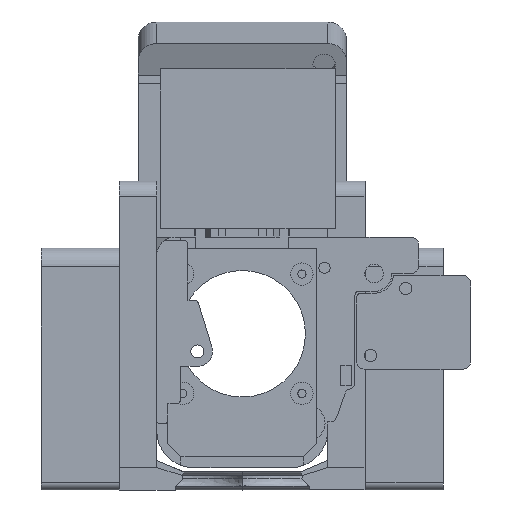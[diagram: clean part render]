
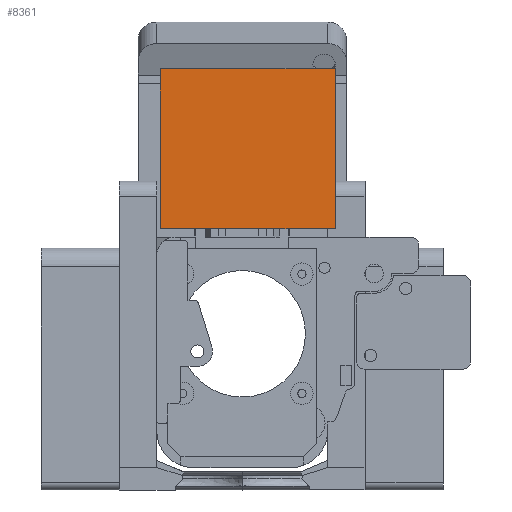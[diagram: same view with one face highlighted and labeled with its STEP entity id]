
A CAD part, left-side view. The second image highlights one B-rep face of the part: STEP entity #8361.
In plain terms, the highlighted planar face has unit normal (-1, 0, 0).
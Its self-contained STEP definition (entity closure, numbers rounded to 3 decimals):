
#439=LINE('',#12422,#1403);
#444=LINE('',#12433,#1408);
#445=LINE('',#12434,#1409);
#446=LINE('',#12435,#1410);
#1403=VECTOR('',#10018,10.);
#1408=VECTOR('',#10027,10.);
#1409=VECTOR('',#10028,10.);
#1410=VECTOR('',#10029,10.);
#2292=FACE_OUTER_BOUND('',#2769,.T.);
#2769=EDGE_LOOP('',(#6033,#6034,#6035,#6036));
#3574=VERTEX_POINT('',#12419);
#3575=VERTEX_POINT('',#12421);
#3578=VERTEX_POINT('',#12431);
#3579=VERTEX_POINT('',#12432);
#4487=EDGE_CURVE('',#3575,#3574,#439,.T.);
#4492=EDGE_CURVE('',#3578,#3579,#444,.T.);
#4493=EDGE_CURVE('',#3579,#3575,#445,.T.);
#4494=EDGE_CURVE('',#3574,#3578,#446,.T.);
#6033=ORIENTED_EDGE('',*,*,#4492,.T.);
#6034=ORIENTED_EDGE('',*,*,#4493,.T.);
#6035=ORIENTED_EDGE('',*,*,#4487,.T.);
#6036=ORIENTED_EDGE('',*,*,#4494,.T.);
#8012=PLANE('',#8901);
#8361=ADVANCED_FACE('',(#2292),#8012,.T.);
#8901=AXIS2_PLACEMENT_3D('',#12430,#10025,#10026);
#10018=DIRECTION('',(0.,-1.,0.));
#10025=DIRECTION('center_axis',(-1.,0.,0.));
#10026=DIRECTION('ref_axis',(0.,0.,1.));
#10027=DIRECTION('',(0.,1.,0.));
#10028=DIRECTION('',(0.,0.,-1.));
#10029=DIRECTION('',(0.,0.,1.));
#12419=CARTESIAN_POINT('',(-2.5,24.4,47.));
#12421=CARTESIAN_POINT('',(-2.5,71.4,47.));
#12422=CARTESIAN_POINT('',(-2.5,71.4,47.));
#12430=CARTESIAN_POINT('Origin',(-2.5,47.9,68.5));
#12431=CARTESIAN_POINT('',(-2.5,24.4,90.));
#12432=CARTESIAN_POINT('',(-2.5,71.4,90.));
#12433=CARTESIAN_POINT('',(-2.5,24.4,90.));
#12434=CARTESIAN_POINT('',(-2.5,71.4,62.));
#12435=CARTESIAN_POINT('',(-2.5,24.4,62.));
